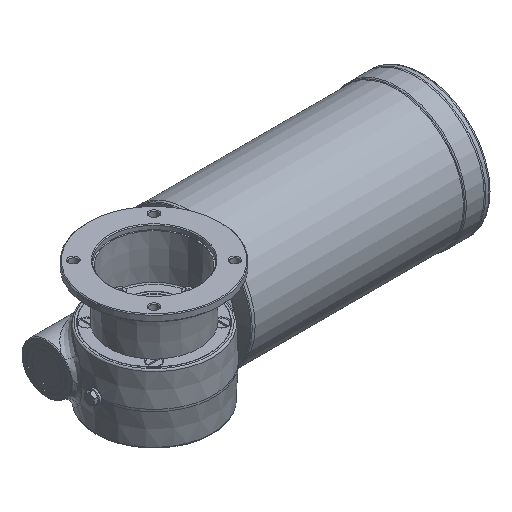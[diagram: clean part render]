
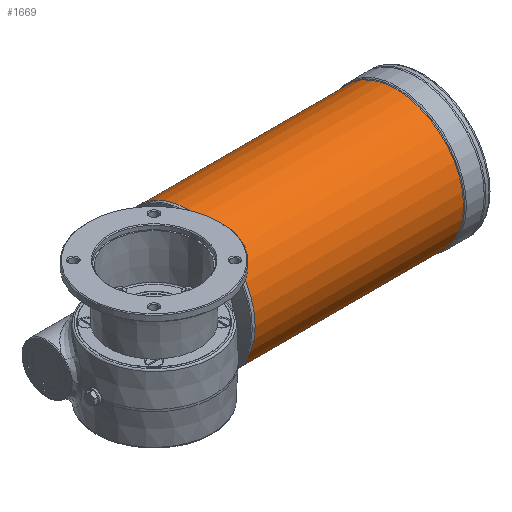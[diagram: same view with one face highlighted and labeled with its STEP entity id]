
A CAD part, isometric view. The second image highlights one B-rep face of the part: STEP entity #1669.
In plain terms, the highlighted cylindrical face has radius 89 mm (diameter 178 mm), a full revolution.
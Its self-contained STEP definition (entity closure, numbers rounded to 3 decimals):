
#1669 = ADVANCED_FACE( '', ( #3732, #3733 ), #3734, .T. );
#3732 = FACE_OUTER_BOUND( '', #13188, .T. );
#3733 = FACE_OUTER_BOUND( '', #13189, .T. );
#3734 = CYLINDRICAL_SURFACE( '', #13190, 89. );
#13188 = EDGE_LOOP( '', ( #19830 ) );
#13189 = EDGE_LOOP( '', ( #19831 ) );
#13190 = AXIS2_PLACEMENT_3D( '', #19832, #19833, #19834 );
#19830 = ORIENTED_EDGE( '', *, *, #21763, .T. );
#19831 = ORIENTED_EDGE( '', *, *, #22254, .T. );
#19832 = CARTESIAN_POINT( '', ( 267.168, 63., 0. ) );
#19833 = DIRECTION( '', ( -1., 0., 0. ) );
#19834 = DIRECTION( '', ( 0., 1., 0. ) );
#21763 = EDGE_CURVE( '', #24138, #24138, #24139, .F. );
#22254 = EDGE_CURVE( '', #24767, #24767, #24768, .T. );
#24138 = VERTEX_POINT( '', #30372 );
#24139 = CIRCLE( '', #30373, 89. );
#24767 = VERTEX_POINT( '', #32007 );
#24768 = CIRCLE( '', #32008, 89. );
#30372 = CARTESIAN_POINT( '', ( 381.209, 152., 0. ) );
#30373 = AXIS2_PLACEMENT_3D( '', #33638, #33639, #33640 );
#32007 = CARTESIAN_POINT( '', ( 107., 152., 0. ) );
#32008 = AXIS2_PLACEMENT_3D( '', #34078, #34079, #34080 );
#33638 = CARTESIAN_POINT( '', ( 381.209, 63., 0. ) );
#33639 = DIRECTION( '', ( 1., 0., 0. ) );
#33640 = DIRECTION( '', ( 0., 1., 0. ) );
#34078 = CARTESIAN_POINT( '', ( 107., 63., 0. ) );
#34079 = DIRECTION( '', ( 1., 0., 0. ) );
#34080 = DIRECTION( '', ( 0., 1., 0. ) );
